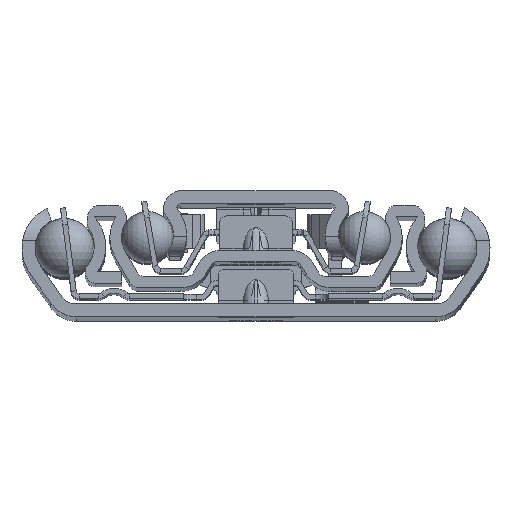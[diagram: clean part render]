
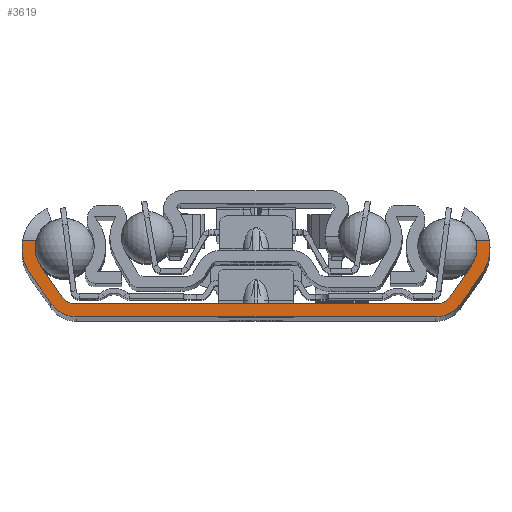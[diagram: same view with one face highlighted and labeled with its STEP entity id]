
A CAD part, top view. The second image highlights one B-rep face of the part: STEP entity #3619.
In plain terms, the highlighted planar face has unit normal (0, 0, 1).
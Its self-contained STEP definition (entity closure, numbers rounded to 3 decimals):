
#36=DIRECTION('',(-1.,0.,0.));
#37=VECTOR('',#36,2.014);
#38=CARTESIAN_POINT('',(-33.346,11.5,0.));
#39=LINE('',#38,#37);
#40=CARTESIAN_POINT('',(-28.725,10.4,0.));
#41=DIRECTION('',(0.,0.,-1.));
#42=DIRECTION('',(-0.819,-0.574,0.));
#43=AXIS2_PLACEMENT_3D('',#40,#41,#42);
#45=DIRECTION('',(-0.574,0.819,0.));
#46=VECTOR('',#45,5.757);
#47=CARTESIAN_POINT('',(-29.314,2.959,0.));
#48=LINE('',#47,#46);
#49=CARTESIAN_POINT('',(-27.471,4.25,0.));
#50=DIRECTION('',(0.,0.,-1.));
#51=DIRECTION('',(0.,-1.,0.));
#52=AXIS2_PLACEMENT_3D('',#49,#50,#51);
#54=DIRECTION('',(-1.,0.,0.));
#55=VECTOR('',#54,54.941);
#56=CARTESIAN_POINT('',(27.471,2.,0.));
#57=LINE('',#56,#55);
#58=CARTESIAN_POINT('',(27.471,4.25,0.));
#59=DIRECTION('',(0.,0.,-1.));
#60=DIRECTION('',(0.819,-0.574,0.));
#61=AXIS2_PLACEMENT_3D('',#58,#59,#60);
#63=DIRECTION('',(-0.574,-0.819,0.));
#64=VECTOR('',#63,5.757);
#65=CARTESIAN_POINT('',(32.616,7.676,0.));
#66=LINE('',#65,#64);
#67=CARTESIAN_POINT('',(28.725,10.4,0.));
#68=DIRECTION('',(0.,0.,-1.));
#69=DIRECTION('',(0.973,0.232,0.));
#70=AXIS2_PLACEMENT_3D('',#67,#68,#69);
#72=DIRECTION('',(-1.,0.,0.));
#73=VECTOR('',#72,2.014);
#74=CARTESIAN_POINT('',(35.359,11.5,0.));
#75=LINE('',#74,#73);
#76=CARTESIAN_POINT('',(28.725,10.4,0.));
#77=DIRECTION('',(0.,0.,1.));
#78=DIRECTION('',(0.819,-0.574,0.));
#79=AXIS2_PLACEMENT_3D('',#76,#77,#78);
#81=DIRECTION('',(0.574,0.819,0.));
#82=VECTOR('',#81,5.514);
#83=CARTESIAN_POINT('',(31.071,2.026,0.));
#84=LINE('',#83,#82);
#85=CARTESIAN_POINT('',(27.18,4.75,0.));
#86=DIRECTION('',(0.,0.,1.));
#87=DIRECTION('',(0.,-1.,0.));
#88=AXIS2_PLACEMENT_3D('',#85,#86,#87);
#90=DIRECTION('',(1.,0.,0.));
#91=VECTOR('',#90,54.36);
#92=CARTESIAN_POINT('',(-27.18,0.,0.));
#93=LINE('',#92,#91);
#94=CARTESIAN_POINT('',(-27.18,4.75,0.));
#95=DIRECTION('',(0.,0.,1.));
#96=DIRECTION('',(-0.819,-0.574,0.));
#97=AXIS2_PLACEMENT_3D('',#94,#95,#96);
#99=DIRECTION('',(0.574,-0.819,0.));
#100=VECTOR('',#99,5.514);
#101=CARTESIAN_POINT('',(-34.234,6.543,0.));
#102=LINE('',#101,#100);
#103=CARTESIAN_POINT('',(-28.725,10.4,0.));
#104=DIRECTION('',(0.,0.,1.));
#105=DIRECTION('',(-0.987,0.164,0.));
#106=AXIS2_PLACEMENT_3D('',#103,#104,#105);
#2976=CARTESIAN_POINT('',(-27.471,2.,0.));
#2977=CARTESIAN_POINT('',(-29.314,2.959,0.));
#2978=VERTEX_POINT('',#2976);
#2979=VERTEX_POINT('',#2977);
#2980=CARTESIAN_POINT('',(-32.616,7.676,0.));
#2981=VERTEX_POINT('',#2980);
#2982=CARTESIAN_POINT('',(-34.234,6.543,0.));
#2983=CARTESIAN_POINT('',(-31.071,2.026,0.));
#2984=VERTEX_POINT('',#2982);
#2985=VERTEX_POINT('',#2983);
#2986=CARTESIAN_POINT('',(-27.18,0.,0.));
#2987=VERTEX_POINT('',#2986);
#2988=CARTESIAN_POINT('',(27.18,0.,0.));
#2989=VERTEX_POINT('',#2988);
#2990=CARTESIAN_POINT('',(31.071,2.026,0.));
#2991=VERTEX_POINT('',#2990);
#2992=CARTESIAN_POINT('',(34.234,6.543,0.));
#2993=VERTEX_POINT('',#2992);
#2994=CARTESIAN_POINT('',(32.616,7.676,0.));
#2995=CARTESIAN_POINT('',(29.314,2.959,0.));
#2996=VERTEX_POINT('',#2994);
#2997=VERTEX_POINT('',#2995);
#2998=CARTESIAN_POINT('',(27.471,2.,0.));
#2999=VERTEX_POINT('',#2998);
#3032=CARTESIAN_POINT('',(-33.346,11.5,0.));
#3033=CARTESIAN_POINT('',(-35.359,11.5,0.));
#3034=VERTEX_POINT('',#3032);
#3035=VERTEX_POINT('',#3033);
#3036=CARTESIAN_POINT('',(35.359,11.5,0.));
#3037=CARTESIAN_POINT('',(33.346,11.5,0.));
#3038=VERTEX_POINT('',#3036);
#3039=VERTEX_POINT('',#3037);
#3580=CARTESIAN_POINT('',(0.,0.,0.));
#3581=DIRECTION('',(0.,0.,1.));
#3582=DIRECTION('',(1.,0.,0.));
#3583=AXIS2_PLACEMENT_3D('',#3580,#3581,#3582);
#3584=PLANE('',#3583);
#3586=ORIENTED_EDGE('',*,*,#3585,.F.);
#3588=ORIENTED_EDGE('',*,*,#3587,.F.);
#3590=ORIENTED_EDGE('',*,*,#3589,.F.);
#3592=ORIENTED_EDGE('',*,*,#3591,.F.);
#3594=ORIENTED_EDGE('',*,*,#3593,.F.);
#3596=ORIENTED_EDGE('',*,*,#3595,.F.);
#3598=ORIENTED_EDGE('',*,*,#3597,.F.);
#3600=ORIENTED_EDGE('',*,*,#3599,.F.);
#3602=ORIENTED_EDGE('',*,*,#3601,.F.);
#3604=ORIENTED_EDGE('',*,*,#3603,.F.);
#3606=ORIENTED_EDGE('',*,*,#3605,.F.);
#3608=ORIENTED_EDGE('',*,*,#3607,.F.);
#3610=ORIENTED_EDGE('',*,*,#3609,.F.);
#3612=ORIENTED_EDGE('',*,*,#3611,.F.);
#3614=ORIENTED_EDGE('',*,*,#3613,.F.);
#3616=ORIENTED_EDGE('',*,*,#3615,.F.);
#3617=EDGE_LOOP('',(#3586,#3588,#3590,#3592,#3594,#3596,#3598,#3600,#3602,#3604,
#3606,#3608,#3610,#3612,#3614,#3616));
#3618=FACE_OUTER_BOUND('',#3617,.F.);
#3619=ADVANCED_FACE('',(#3618),#3584,.T.);
#44=CIRCLE('',#43,4.75);
#53=CIRCLE('',#52,2.25);
#62=CIRCLE('',#61,2.25);
#71=CIRCLE('',#70,4.75);
#80=CIRCLE('',#79,6.725);
#89=CIRCLE('',#88,4.75);
#98=CIRCLE('',#97,4.75);
#107=CIRCLE('',#106,6.725);
#3585=EDGE_CURVE('',#3034,#3035,#39,.T.);
#3587=EDGE_CURVE('',#2981,#3034,#44,.T.);
#3589=EDGE_CURVE('',#2979,#2981,#48,.T.);
#3591=EDGE_CURVE('',#2978,#2979,#53,.T.);
#3593=EDGE_CURVE('',#2999,#2978,#57,.T.);
#3595=EDGE_CURVE('',#2997,#2999,#62,.T.);
#3597=EDGE_CURVE('',#2996,#2997,#66,.T.);
#3599=EDGE_CURVE('',#3039,#2996,#71,.T.);
#3601=EDGE_CURVE('',#3038,#3039,#75,.T.);
#3603=EDGE_CURVE('',#2993,#3038,#80,.T.);
#3605=EDGE_CURVE('',#2991,#2993,#84,.T.);
#3607=EDGE_CURVE('',#2989,#2991,#89,.T.);
#3609=EDGE_CURVE('',#2987,#2989,#93,.T.);
#3611=EDGE_CURVE('',#2985,#2987,#98,.T.);
#3613=EDGE_CURVE('',#2984,#2985,#102,.T.);
#3615=EDGE_CURVE('',#3035,#2984,#107,.T.);
